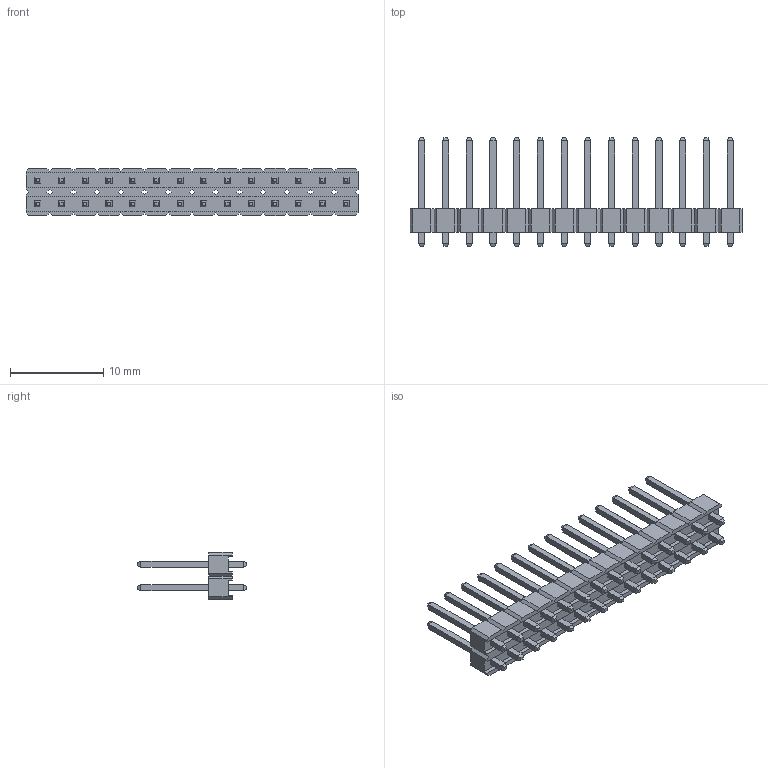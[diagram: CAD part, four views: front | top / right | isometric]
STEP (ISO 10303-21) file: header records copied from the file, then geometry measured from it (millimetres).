
FILE_DESCRIPTION (( 'STEP AP214' ), '1' );
FILE_NAME ('0_14_WA12071729571027.step', '2006-12-07T22:30:01', ( 'SysAdmin' ), ( 'SolidWorks' ), 'SwSTEP 2.0', 'SolidWorks 2007', '' );
FILE_SCHEMA (( 'AUTOMOTIVE_DESIGN' ));
Length unit declared in the file: millimetre
Products named in the file (1): 0_14_WA12071729571027
Bounding box: 35.56 x 11.6 x 5.08 mm (x, y, z)
Volume: 500.7 mm3; surface area: 1355.7 mm2
Topology: 1 solids, 1 shells, 658 faces, 1576 edges, 976 vertices
Faces by surface type: plane 658
Entity records: 20137 total; most frequent: CARTESIAN_POINT 3211, ORIENTED_EDGE 3152, DIRECTION 2894, EDGE_CURVE 1576, LINE 1576, VECTOR 1576, VERTEX_POINT 976, EDGE_LOOP 740
